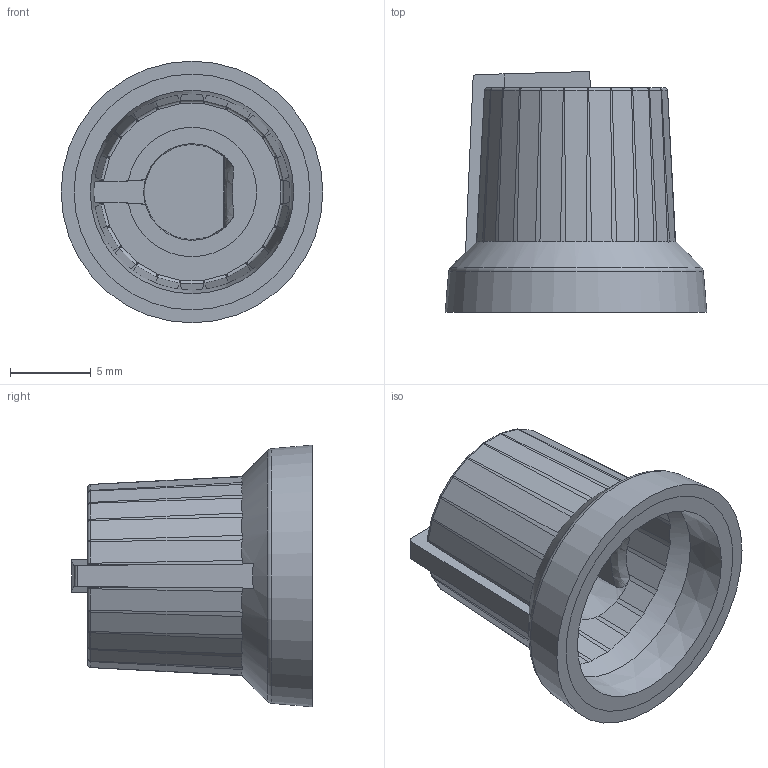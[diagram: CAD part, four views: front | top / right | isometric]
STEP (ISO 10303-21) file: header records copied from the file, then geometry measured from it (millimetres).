
FILE_DESCRIPTION(/* description */ (''),/* implementation_level */ '2;1');
FILE_NAME(/* name */ 'CL170827BR K87MAR 6mm D black blue.stp',/* time_stamp */ '2022-05-17T11:06:01+01:00',/* author */ ('tottley'),/* organization */ (''),/* preprocessor_version */ 'ST-DEVELOPER v18.1',/* originating_system */ 'Autodesk Inventor 2022',/* authorisation */ '');
FILE_SCHEMA (('AUTOMOTIVE_DESIGN { 1 0 10303 214 3 1 1 }'));
Length unit declared in the file: inch
Products named in the file (1): K87MAR-overmoulded 6mmD_Simplify_1
Bounding box: 16.2 x 14.9 x 16.2 mm (x, y, z)
Volume: 1250.7 mm3; surface area: 1176 mm2
Topology: 1 solids, 1 shells, 119 faces, 345 edges, 230 vertices
Faces by surface type: plane 38, cone 29, cylinder 26, torus 25, bspline 1
Entity records: 4466 total; most frequent: CARTESIAN_POINT 1541, ORIENTED_EDGE 690, DIRECTION 493, EDGE_CURVE 345, VERTEX_POINT 230, AXIS2_PLACEMENT_3D 208, EDGE_LOOP 121, STYLED_ITEM 120
